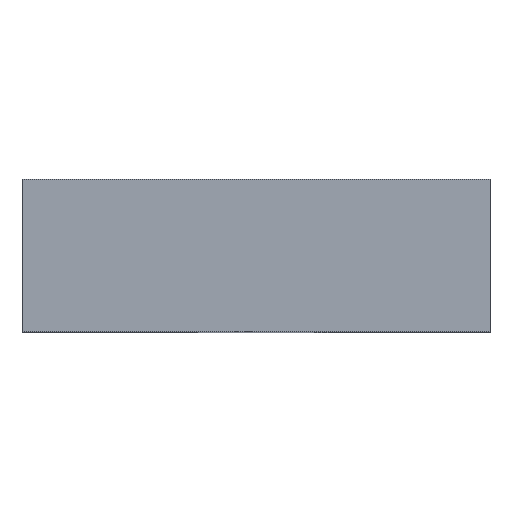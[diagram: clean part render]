
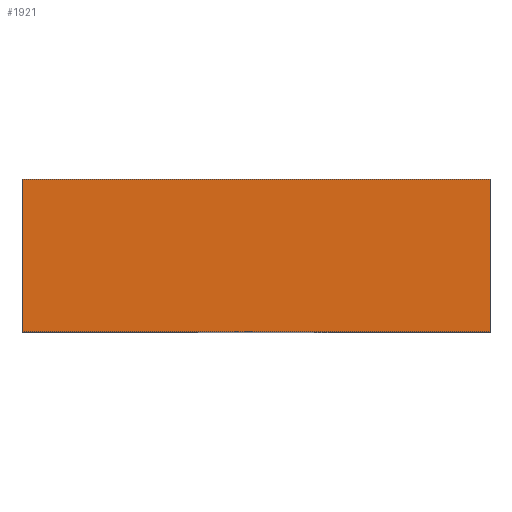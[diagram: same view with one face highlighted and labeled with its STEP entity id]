
A CAD part, top view. The second image highlights one B-rep face of the part: STEP entity #1921.
In plain terms, the highlighted planar face has unit normal (0, 0, 1).
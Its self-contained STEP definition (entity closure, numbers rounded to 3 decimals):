
#47 = DIRECTION ( 'NONE',  ( 1., 0., 0. ) ) ;
#74 = CARTESIAN_POINT ( 'NONE',  ( 1., 0., 1.2 ) ) ;
#289 = ORIENTED_EDGE ( 'NONE', *, *, #1129, .T. ) ;
#291 = VERTEX_POINT ( 'NONE', #1423 ) ;
#304 = EDGE_CURVE ( 'NONE', #692, #1226, #771, .T. ) ;
#355 = CARTESIAN_POINT ( 'NONE',  ( 1., 0.65, 1.2 ) ) ;
#468 = DIRECTION ( 'NONE',  ( 0., -1., 0. ) ) ;
#608 = VECTOR ( 'NONE', #1156, 1000. ) ;
#652 = DIRECTION ( 'NONE',  ( -1., 0., 0. ) ) ;
#692 = VERTEX_POINT ( 'NONE', #1874 ) ;
#731 = DIRECTION ( 'NONE',  ( 0., -1., 0. ) ) ;
#771 = LINE ( 'NONE', #1187, #1956 ) ;
#794 = PLANE ( 'NONE',  #1741 ) ;
#803 = DIRECTION ( 'NONE',  ( 0., 0., -1. ) ) ;
#833 = ORIENTED_EDGE ( 'NONE', *, *, #1797, .T. ) ;
#886 = EDGE_LOOP ( 'NONE', ( #833, #1812, #1072, #289 ) ) ;
#1072 = ORIENTED_EDGE ( 'NONE', *, *, #1203, .F. ) ;
#1097 = CARTESIAN_POINT ( 'NONE',  ( 1., 0.65, 1.2 ) ) ;
#1116 = VERTEX_POINT ( 'NONE', #1557 ) ;
#1129 = EDGE_CURVE ( 'NONE', #1116, #291, #1175, .T. ) ;
#1146 = VECTOR ( 'NONE', #468, 1000. ) ;
#1156 = DIRECTION ( 'NONE',  ( 1., 0., 0. ) ) ;
#1175 = LINE ( 'NONE', #1384, #1146 ) ;
#1187 = CARTESIAN_POINT ( 'NONE',  ( 1., 0.65, 1.2 ) ) ;
#1203 = EDGE_CURVE ( 'NONE', #1116, #692, #1723, .T. ) ;
#1226 = VERTEX_POINT ( 'NONE', #1900 ) ;
#1229 = LINE ( 'NONE', #74, #608 ) ;
#1315 = VECTOR ( 'NONE', #47, 1000. ) ;
#1384 = CARTESIAN_POINT ( 'NONE',  ( -1., 0.65, 1.2 ) ) ;
#1423 = CARTESIAN_POINT ( 'NONE',  ( -1., 0., 1.2 ) ) ;
#1557 = CARTESIAN_POINT ( 'NONE',  ( -1., 0.65, 1.2 ) ) ;
#1685 = FACE_OUTER_BOUND ( 'NONE', #886, .T. ) ;
#1723 = LINE ( 'NONE', #355, #1315 ) ;
#1741 = AXIS2_PLACEMENT_3D ( 'NONE', #1097, #803, #652 ) ;
#1797 = EDGE_CURVE ( 'NONE', #291, #1226, #1229, .T. ) ;
#1812 = ORIENTED_EDGE ( 'NONE', *, *, #304, .F. ) ;
#1874 = CARTESIAN_POINT ( 'NONE',  ( 1., 0.65, 1.2 ) ) ;
#1900 = CARTESIAN_POINT ( 'NONE',  ( 1., 0., 1.2 ) ) ;
#1921 = ADVANCED_FACE ( 'NONE', ( #1685 ), #794, .F. ) ;
#1956 = VECTOR ( 'NONE', #731, 1000. ) ;
